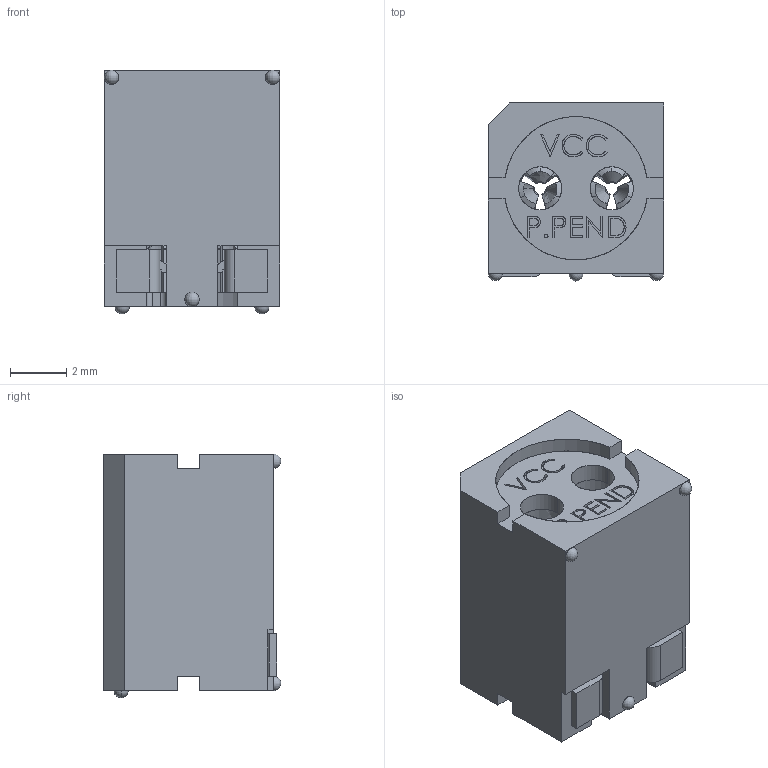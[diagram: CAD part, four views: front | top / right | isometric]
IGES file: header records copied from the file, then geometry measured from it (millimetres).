
Start section: SolidWorks IGES file using analytic representation for surfaces
Global section: file name: SMD_330.IGS; native system: SolidWorks 2016; preprocessor: SolidWorks 2016; author: chwang; date: 180402.144631; units: inch
Bounding box: 6.22 x 6.3 x 8.64 mm (x, y, z)
Surface area: 533.5 mm2 (no closed solid volume)
Topology: 0 solids, 0 shells, 422 faces, 3059 edges, 3000 vertices
Faces by surface type: bspline 284, revolution 138
